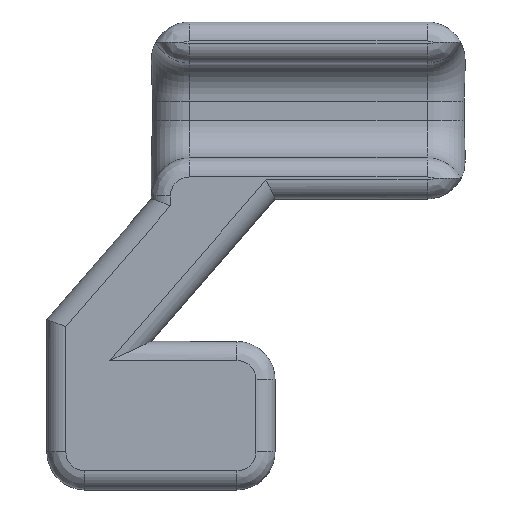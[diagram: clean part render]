
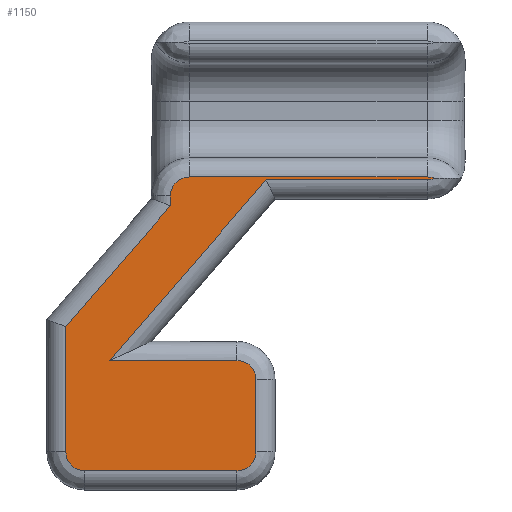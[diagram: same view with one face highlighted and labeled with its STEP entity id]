
A CAD part, top view. The second image highlights one B-rep face of the part: STEP entity #1150.
In plain terms, the highlighted planar face has unit normal (0, 0, 1).
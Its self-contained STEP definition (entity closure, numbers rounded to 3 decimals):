
#92=CIRCLE('',#1258,1.);
#95=CIRCLE('',#1262,1.);
#98=CIRCLE('',#1266,1.);
#102=CIRCLE('',#1274,1.);
#105=CIRCLE('',#1278,1.);
#106=CIRCLE('',#1279,1.);
#191=FACE_OUTER_BOUND('',#264,.T.);
#264=EDGE_LOOP('',(#975,#976,#977,#978,#979,#980,#981,#982,#983,#984,#985,
#986,#987,#988,#989));
#352=LINE('',#1983,#444);
#353=LINE('',#1987,#445);
#354=LINE('',#1993,#446);
#355=LINE('',#2010,#447);
#356=LINE('',#2026,#448);
#357=LINE('',#2040,#449);
#358=LINE('',#2043,#450);
#359=LINE('',#2047,#451);
#362=LINE('',#2070,#454);
#444=VECTOR('',#1521,10.);
#445=VECTOR('',#1526,10.);
#446=VECTOR('',#1533,10.);
#447=VECTOR('',#1544,10.);
#448=VECTOR('',#1553,10.);
#449=VECTOR('',#1560,10.);
#450=VECTOR('',#1563,10.);
#451=VECTOR('',#1568,10.);
#454=VECTOR('',#1583,10.);
#536=VERTEX_POINT('',#1980);
#537=VERTEX_POINT('',#1982);
#538=VERTEX_POINT('',#1986);
#539=VERTEX_POINT('',#1990);
#540=VERTEX_POINT('',#1992);
#541=VERTEX_POINT('',#2004);
#542=VERTEX_POINT('',#2008);
#543=VERTEX_POINT('',#2020);
#544=VERTEX_POINT('',#2024);
#545=VERTEX_POINT('',#2036);
#546=VERTEX_POINT('',#2042);
#547=VERTEX_POINT('',#2046);
#549=VERTEX_POINT('',#2060);
#551=VERTEX_POINT('',#2066);
#553=VERTEX_POINT('',#2081);
#673=EDGE_CURVE('',#536,#537,#352,.T.);
#675=EDGE_CURVE('',#537,#538,#353,.T.);
#678=EDGE_CURVE('',#539,#540,#354,.T.);
#681=EDGE_CURVE('',#541,#539,#92,.T.);
#683=EDGE_CURVE('',#542,#541,#355,.T.);
#685=EDGE_CURVE('',#543,#542,#95,.T.);
#687=EDGE_CURVE('',#544,#543,#356,.T.);
#689=EDGE_CURVE('',#545,#544,#98,.T.);
#690=EDGE_CURVE('',#538,#545,#357,.T.);
#691=EDGE_CURVE('',#540,#546,#358,.T.);
#693=EDGE_CURVE('',#546,#547,#359,.T.);
#698=EDGE_CURVE('',#547,#549,#102,.T.);
#701=EDGE_CURVE('',#549,#551,#362,.T.);
#703=EDGE_CURVE('',#551,#553,#105,.T.);
#705=EDGE_CURVE('',#553,#536,#106,.T.);
#975=ORIENTED_EDGE('',*,*,#678,.F.);
#976=ORIENTED_EDGE('',*,*,#681,.F.);
#977=ORIENTED_EDGE('',*,*,#683,.F.);
#978=ORIENTED_EDGE('',*,*,#685,.F.);
#979=ORIENTED_EDGE('',*,*,#687,.F.);
#980=ORIENTED_EDGE('',*,*,#689,.F.);
#981=ORIENTED_EDGE('',*,*,#690,.F.);
#982=ORIENTED_EDGE('',*,*,#675,.F.);
#983=ORIENTED_EDGE('',*,*,#673,.F.);
#984=ORIENTED_EDGE('',*,*,#705,.F.);
#985=ORIENTED_EDGE('',*,*,#703,.F.);
#986=ORIENTED_EDGE('',*,*,#701,.F.);
#987=ORIENTED_EDGE('',*,*,#698,.F.);
#988=ORIENTED_EDGE('',*,*,#693,.F.);
#989=ORIENTED_EDGE('',*,*,#691,.F.);
#1089=PLANE('',#1280);
#1150=ADVANCED_FACE('',(#191),#1089,.T.);
#1258=AXIS2_PLACEMENT_3D('',#2006,#1538,#1539);
#1262=AXIS2_PLACEMENT_3D('',#2022,#1547,#1548);
#1266=AXIS2_PLACEMENT_3D('',#2038,#1556,#1557);
#1274=AXIS2_PLACEMENT_3D('',#2064,#1576,#1577);
#1278=AXIS2_PLACEMENT_3D('',#2082,#1586,#1587);
#1279=AXIS2_PLACEMENT_3D('',#2106,#1588,#1589);
#1280=AXIS2_PLACEMENT_3D('',#2107,#1590,#1591);
#1521=DIRECTION('',(-1.,0.,0.));
#1526=DIRECTION('',(-0.655,-0.756,0.));
#1533=DIRECTION('',(0.,1.,0.));
#1538=DIRECTION('center_axis',(0.,0.,-1.));
#1539=DIRECTION('ref_axis',(-0.707,-0.707,0.));
#1544=DIRECTION('',(-1.,0.,0.));
#1547=DIRECTION('center_axis',(0.,0.,-1.));
#1548=DIRECTION('ref_axis',(0.707,-0.707,0.));
#1553=DIRECTION('',(0.,-1.,0.));
#1556=DIRECTION('center_axis',(0.,0.,-1.));
#1557=DIRECTION('ref_axis',(0.707,0.707,0.));
#1560=DIRECTION('',(1.,0.,0.));
#1563=DIRECTION('',(0.655,0.756,0.));
#1568=DIRECTION('',(0.,1.,0.));
#1576=DIRECTION('center_axis',(0.,0.,-1.));
#1577=DIRECTION('ref_axis',(-0.707,0.707,0.));
#1583=DIRECTION('',(1.,0.,0.));
#1586=DIRECTION('center_axis',(0.,0.,-1.));
#1587=DIRECTION('ref_axis',(0.518,0.855,0.));
#1588=DIRECTION('center_axis',(0.,0.,-1.));
#1589=DIRECTION('ref_axis',(0.518,-0.855,0.));
#1590=DIRECTION('center_axis',(0.,0.,1.));
#1591=DIRECTION('ref_axis',(1.,0.,0.));
#1980=CARTESIAN_POINT('',(8.,1.,7.5));
#1982=CARTESIAN_POINT('',(-0.457,1.,7.5));
#1983=CARTESIAN_POINT('',(-0.5,1.,7.5));
#1986=CARTESIAN_POINT('',(-8.69,-8.5,7.5));
#1987=CARTESIAN_POINT('',(-5.847,-5.22,7.5));
#1990=CARTESIAN_POINT('',(-11.,-13.3,7.5));
#1992=CARTESIAN_POINT('',(-11.,-6.719,7.5));
#1993=CARTESIAN_POINT('',(-11.,-6.461,7.5));
#2004=CARTESIAN_POINT('',(-10.,-14.3,7.5));
#2006=CARTESIAN_POINT('Origin',(-10.,-13.3,7.5));
#2008=CARTESIAN_POINT('',(-2.,-14.3,7.5));
#2010=CARTESIAN_POINT('',(-6.5,-14.3,7.5));
#2020=CARTESIAN_POINT('',(-1.,-13.3,7.5));
#2022=CARTESIAN_POINT('Origin',(-2.,-13.3,7.5));
#2024=CARTESIAN_POINT('',(-1.,-9.5,7.5));
#2026=CARTESIAN_POINT('',(-1.,-10.938,7.5));
#2036=CARTESIAN_POINT('',(-2.,-8.5,7.5));
#2038=CARTESIAN_POINT('Origin',(-2.,-9.5,7.5));
#2040=CARTESIAN_POINT('',(-0.5,-8.5,7.5));
#2042=CARTESIAN_POINT('',(-5.5,-0.373,7.5));
#2043=CARTESIAN_POINT('',(-6.192,-1.171,7.5));
#2046=CARTESIAN_POINT('',(-5.5,0.15,7.5));
#2047=CARTESIAN_POINT('',(-5.5,-2.213,7.5));
#2060=CARTESIAN_POINT('',(-4.5,1.15,7.5));
#2064=CARTESIAN_POINT('Origin',(-4.5,0.15,7.5));
#2066=CARTESIAN_POINT('',(8.,1.15,7.5));
#2070=CARTESIAN_POINT('',(4.5,1.15,7.5));
#2081=CARTESIAN_POINT('',(8.38,1.075,7.5));
#2082=CARTESIAN_POINT('Origin',(8.,0.15,7.5));
#2106=CARTESIAN_POINT('Origin',(8.,2.,7.5));
#2107=CARTESIAN_POINT('Origin',(-1.,-6.575,7.5));
